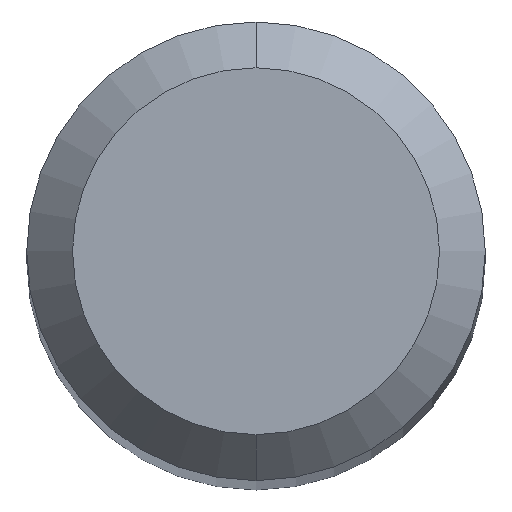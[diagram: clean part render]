
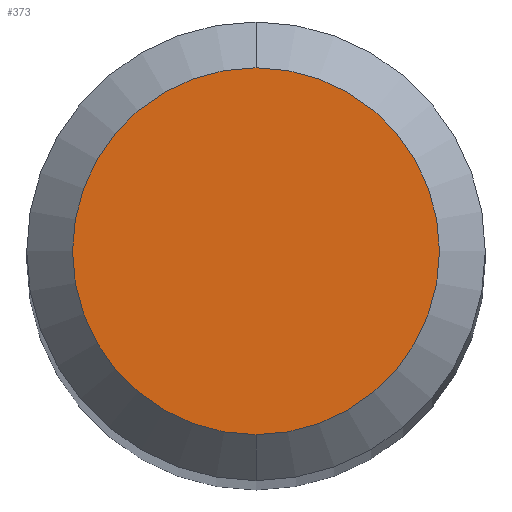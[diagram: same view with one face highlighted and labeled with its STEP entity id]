
A CAD part, top view. The second image highlights one B-rep face of the part: STEP entity #373.
In plain terms, the highlighted planar face has unit normal (0, 0, 1).
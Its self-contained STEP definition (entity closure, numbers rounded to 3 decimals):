
#235=EDGE_CURVE('',#411,#287,#543,.T.);
#245=EDGE_CURVE('',#287,#411,#553,.T.);
#287=VERTEX_POINT('',#598);
#373=ADVANCED_FACE('',(#691),#692,.T.);
#411=VERTEX_POINT('',#734);
#543=CIRCLE('',#912,1.2);
#553=CIRCLE('',#937,1.2);
#598=CARTESIAN_POINT('',(0.,-1.2,0.0));
#691=FACE_OUTER_BOUND('',#1234,.T.);
#692=PLANE('',#1235);
#734=CARTESIAN_POINT('',(0.0,1.2,0.0));
#912=AXIS2_PLACEMENT_3D('',#1515,#1516,#1517);
#937=AXIS2_PLACEMENT_3D('',#1520,#1521,#1522);
#1234=EDGE_LOOP('',(#1660,#1661));
#1235=AXIS2_PLACEMENT_3D('',#1662,#1663,#1664);
#1515=CARTESIAN_POINT('',(0.0,0.0,0.0));
#1516=DIRECTION('',(0.0,0.0,-1.0));
#1517=DIRECTION('',(0.0,1.0,0.0));
#1520=CARTESIAN_POINT('',(0.0,0.0,0.0));
#1521=DIRECTION('',(0.0,0.0,-1.0));
#1522=DIRECTION('',(0.0,1.0,0.0));
#1660=ORIENTED_EDGE('',*,*,#235,.F.);
#1661=ORIENTED_EDGE('',*,*,#245,.F.);
#1662=CARTESIAN_POINT('',(0.0,0.6,0.0));
#1663=DIRECTION('',(-0.0,0.0,1.0));
#1664=DIRECTION('',(0.0,-1.0,0.0));
